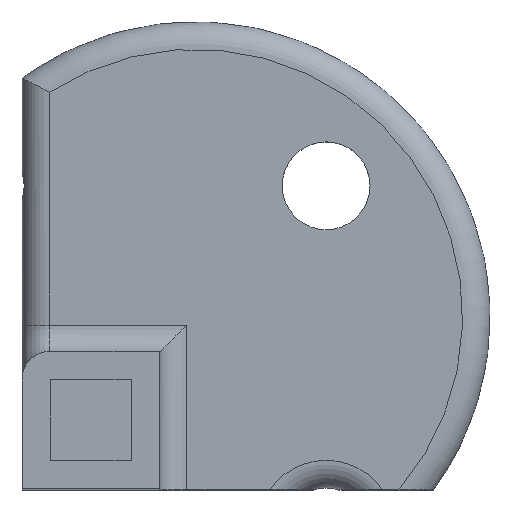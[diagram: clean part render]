
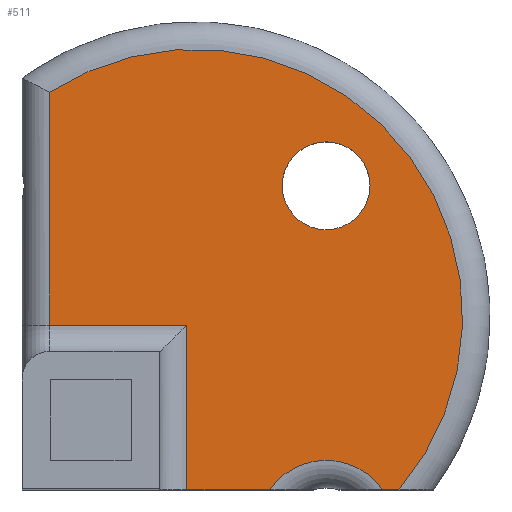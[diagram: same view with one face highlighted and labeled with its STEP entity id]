
A CAD part, top view. The second image highlights one B-rep face of the part: STEP entity #511.
In plain terms, the highlighted planar face has unit normal (0, 0, 1).
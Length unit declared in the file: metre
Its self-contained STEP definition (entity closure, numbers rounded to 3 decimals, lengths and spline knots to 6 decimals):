
#25=PLANE('',#561);
#47=CIRCLE('',#562,0.0032);
#48=CIRCLE('',#563,0.005);
#49=CIRCLE('',#564,0.019479);
#92=ORIENTED_EDGE('',*,*,#231,.T.);
#93=ORIENTED_EDGE('',*,*,#226,.T.);
#94=ORIENTED_EDGE('',*,*,#232,.T.);
#95=ORIENTED_EDGE('',*,*,#205,.T.);
#96=ORIENTED_EDGE('',*,*,#233,.T.);
#97=ORIENTED_EDGE('',*,*,#234,.T.);
#98=ORIENTED_EDGE('',*,*,#235,.T.);
#99=ORIENTED_EDGE('',*,*,#236,.T.);
#205=EDGE_CURVE('',#278,#279,#324,.T.);
#226=EDGE_CURVE('',#294,#293,#337,.T.);
#231=EDGE_CURVE('',#297,#297,#47,.T.);
#232=EDGE_CURVE('',#293,#278,#48,.F.);
#233=EDGE_CURVE('',#279,#298,#49,.T.);
#234=EDGE_CURVE('',#298,#299,#341,.F.);
#235=EDGE_CURVE('',#299,#300,#342,.F.);
#236=EDGE_CURVE('',#300,#294,#343,.F.);
#278=VERTEX_POINT('',#751);
#279=VERTEX_POINT('',#752);
#293=VERTEX_POINT('',#815);
#294=VERTEX_POINT('',#817);
#297=VERTEX_POINT('',#826);
#298=VERTEX_POINT('',#829);
#299=VERTEX_POINT('',#831);
#300=VERTEX_POINT('',#833);
#324=LINE('',#750,#376);
#337=LINE('',#816,#389);
#341=LINE('',#830,#393);
#342=LINE('',#832,#394);
#343=LINE('',#834,#395);
#376=VECTOR('',#605,1.);
#389=VECTOR('',#636,1.);
#393=VECTOR('',#650,1.);
#394=VECTOR('',#651,1.);
#395=VECTOR('',#652,1.);
#433=EDGE_LOOP('',(#92));
#434=EDGE_LOOP('',(#93,#94,#95,#96,#97,#98,#99));
#468=FACE_BOUND('',#433,.T.);
#469=FACE_BOUND('',#434,.T.);
#511=ADVANCED_FACE('',(#468,#469),#25,.T.);
#561=AXIS2_PLACEMENT_3D('',#824,#642,#643);
#562=AXIS2_PLACEMENT_3D('',#825,#644,#645);
#563=AXIS2_PLACEMENT_3D('',#827,#646,#647);
#564=AXIS2_PLACEMENT_3D('',#828,#648,#649);
#605=DIRECTION('',(1.,0.,0.));
#636=DIRECTION('',(1.,0.,0.));
#642=DIRECTION('',(0.,0.,1.));
#643=DIRECTION('',(1.,0.,0.));
#644=DIRECTION('',(0.,0.,-1.));
#645=DIRECTION('',(-1.,0.,0.));
#646=DIRECTION('',(0.,0.,1.));
#647=DIRECTION('',(1.,0.,0.));
#648=DIRECTION('',(0.,0.,1.));
#649=DIRECTION('',(1.,0.,0.));
#650=DIRECTION('',(0.,1.,0.));
#651=DIRECTION('',(-1.,0.,0.));
#652=DIRECTION('',(0.,1.,0.));
#750=CARTESIAN_POINT('',(0.05785,0.03785,0.018));
#751=CARTESIAN_POINT('',(0.064108,0.03785,0.018));
#752=CARTESIAN_POINT('',(0.065308,0.03785,0.018));
#815=CARTESIAN_POINT('',(0.055892,0.03785,0.018));
#816=CARTESIAN_POINT('',(0.05785,0.03785,0.018));
#817=CARTESIAN_POINT('',(0.04985,0.03785,0.018));
#824=CARTESIAN_POINT('',(0.,0.,0.018));
#825=CARTESIAN_POINT('',(0.06,0.06,0.018));
#826=CARTESIAN_POINT('',(0.0568,0.06,0.018));
#827=CARTESIAN_POINT('',(0.06,0.035,0.018));
#828=CARTESIAN_POINT('',(0.050469,0.050469,0.018));
#829=CARTESIAN_POINT('',(0.03985,0.066799,0.018));
#830=CARTESIAN_POINT('',(0.03985,0.,0.018));
#831=CARTESIAN_POINT('',(0.03985,0.04985,0.018));
#832=CARTESIAN_POINT('',(0.04785,0.04985,0.018));
#833=CARTESIAN_POINT('',(0.04985,0.04985,0.018));
#834=CARTESIAN_POINT('',(0.04985,0.03785,0.018));
